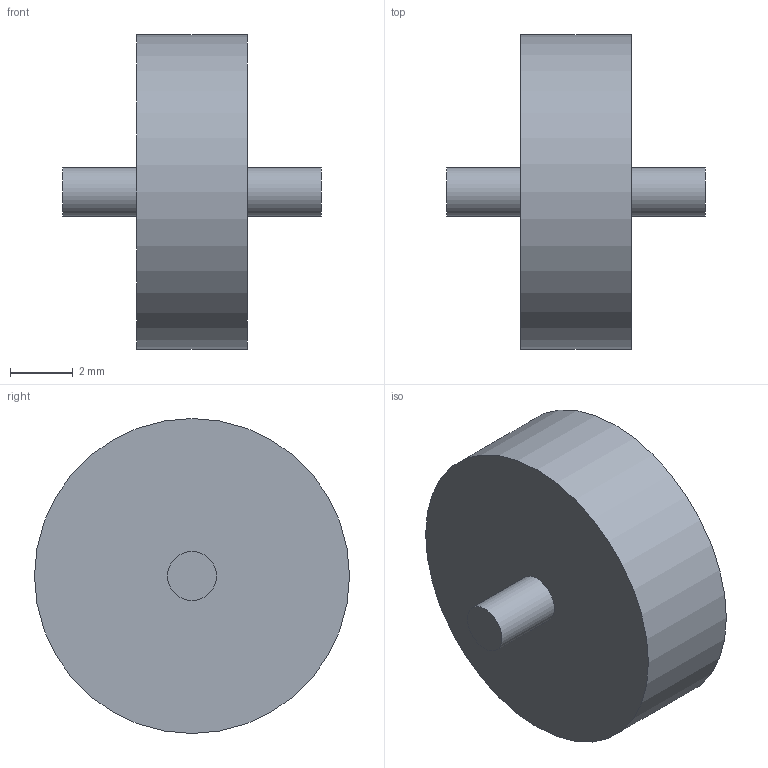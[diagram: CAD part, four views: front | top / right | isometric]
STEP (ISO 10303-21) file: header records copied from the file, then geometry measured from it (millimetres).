
FILE_DESCRIPTION(/* description */ (''),/* implementation_level */ '2;1');
FILE_NAME(/* name */ 'SS#504_Type6.step',/* time_stamp */ '2017-12-27T15:37:56+05:00',/* author */ (''),/* organization */ (''),/* preprocessor_version */ 'ST-DEVELOPER v16.13',/* originating_system */ 'Autodesk Translation Framework v6.5.0.72',/* authorisation */ '');
FILE_SCHEMA (('AUTOMOTIVE_DESIGN { 1 0 10303 214 3 1 1 }'));
Length unit declared in the file: millimetre
Products named in the file (1): Wheels
Bounding box: 8.2 x 10 x 10 mm (x, y, z)
Volume: 277.3 mm3; surface area: 369.2 mm2
Topology: 1 solids, 1 shells, 174 faces, 483 edges, 322 vertices
Faces by surface type: bspline 101, plane 70, cylinder 3
Full cylindrical faces by diameter (mm): 1.55 x2, 10 x1
Entity records: 6496 total; most frequent: CARTESIAN_POINT 2697, ORIENTED_EDGE 966, EDGE_CURVE 483, DIRECTION 435, VERTEX_POINT 322, LINE 275, VECTOR 275, B_SPLINE_CURVE_WITH_KNOTS 202
